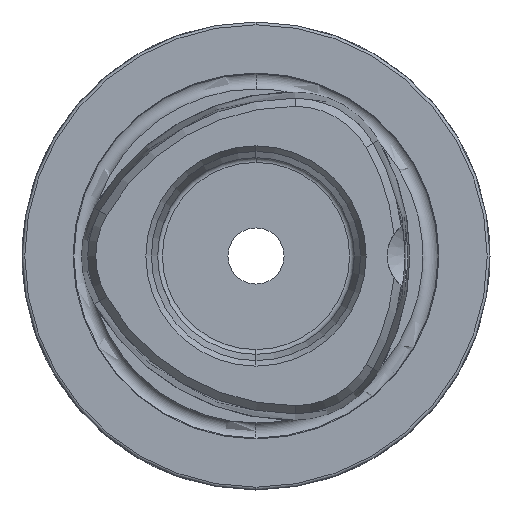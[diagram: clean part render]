
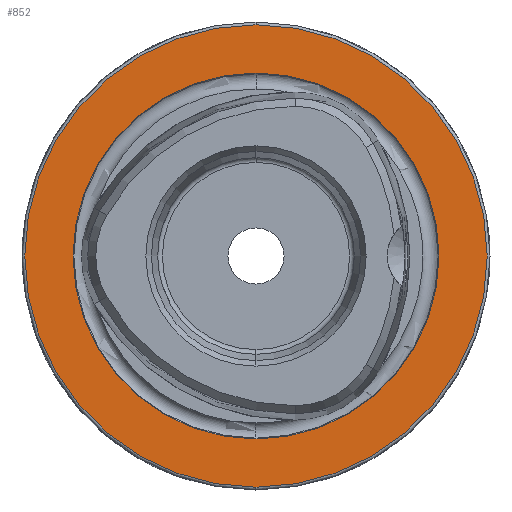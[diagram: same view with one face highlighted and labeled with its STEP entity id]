
A CAD part, left-side view. The second image highlights one B-rep face of the part: STEP entity #852.
In plain terms, the highlighted planar face has unit normal (-1, 0, 0).
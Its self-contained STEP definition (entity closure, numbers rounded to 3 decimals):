
#8 = CARTESIAN_POINT ( 'NONE',  ( 0., 0., 0. ) ) ;
#162 = VERTEX_POINT ( 'NONE', #2527 ) ;
#333 = FACE_BOUND ( 'NONE', #3241, .T. ) ;
#382 = DIRECTION ( 'NONE',  ( 1., 0., 0. ) ) ;
#423 = ORIENTED_EDGE ( 'NONE', *, *, #1993, .F. ) ;
#530 = CARTESIAN_POINT ( 'NONE',  ( 0., 0., 0. ) ) ;
#597 = CIRCLE ( 'NONE', #2574, 19.55 ) ;
#736 = DIRECTION ( 'NONE',  ( -1., 0., 0. ) ) ;
#852 = ADVANCED_FACE ( 'NONE', ( #333, #3009 ), #2641, .F. ) ;
#899 = CIRCLE ( 'NONE', #1206, 24.7 ) ;
#927 = CARTESIAN_POINT ( 'NONE',  ( 0., 0., 0. ) ) ;
#1206 = AXIS2_PLACEMENT_3D ( 'NONE', #530, #2736, #4214 ) ;
#1242 = DIRECTION ( 'NONE',  ( 0., 0., 1. ) ) ;
#1276 = AXIS2_PLACEMENT_3D ( 'NONE', #8, #736, #1518 ) ;
#1410 = EDGE_LOOP ( 'NONE', ( #3318, #3237 ) ) ;
#1518 = DIRECTION ( 'NONE',  ( 0., 0., 1. ) ) ;
#1588 = DIRECTION ( 'NONE',  ( 0., 0., -1. ) ) ;
#1763 = CIRCLE ( 'NONE', #3105, 24.7 ) ;
#1993 = EDGE_CURVE ( 'NONE', #3679, #4080, #3418, .T. ) ;
#2365 = EDGE_CURVE ( 'NONE', #2499, #162, #1763, .T. ) ;
#2499 = VERTEX_POINT ( 'NONE', #3835 ) ;
#2527 = CARTESIAN_POINT ( 'NONE',  ( 0., 0., 24.7 ) ) ;
#2574 = AXIS2_PLACEMENT_3D ( 'NONE', #2613, #2663, #4146 ) ;
#2613 = CARTESIAN_POINT ( 'NONE',  ( 0., 0., 0. ) ) ;
#2641 = PLANE ( 'NONE',  #4507 ) ;
#2660 = EDGE_CURVE ( 'NONE', #162, #2499, #899, .T. ) ;
#2663 = DIRECTION ( 'NONE',  ( -1., 0., 0. ) ) ;
#2736 = DIRECTION ( 'NONE',  ( -1., 0., 0. ) ) ;
#2761 = CARTESIAN_POINT ( 'NONE',  ( 0., 0., 19.55 ) ) ;
#2769 = ORIENTED_EDGE ( 'NONE', *, *, #3209, .F. ) ;
#2775 = CARTESIAN_POINT ( 'NONE',  ( 0., 0., -19.55 ) ) ;
#3009 = FACE_OUTER_BOUND ( 'NONE', #1410, .T. ) ;
#3105 = AXIS2_PLACEMENT_3D ( 'NONE', #927, #4592, #1242 ) ;
#3209 = EDGE_CURVE ( 'NONE', #4080, #3679, #597, .T. ) ;
#3237 = ORIENTED_EDGE ( 'NONE', *, *, #2365, .T. ) ;
#3241 = EDGE_LOOP ( 'NONE', ( #423, #2769 ) ) ;
#3318 = ORIENTED_EDGE ( 'NONE', *, *, #2660, .T. ) ;
#3418 = CIRCLE ( 'NONE', #1276, 19.55 ) ;
#3679 = VERTEX_POINT ( 'NONE', #2761 ) ;
#3835 = CARTESIAN_POINT ( 'NONE',  ( 0., 0., -24.7 ) ) ;
#4080 = VERTEX_POINT ( 'NONE', #2775 ) ;
#4127 = CARTESIAN_POINT ( 'NONE',  ( 0., 19.55, 0. ) ) ;
#4146 = DIRECTION ( 'NONE',  ( 0., 0., 1. ) ) ;
#4214 = DIRECTION ( 'NONE',  ( 0., 0., 1. ) ) ;
#4507 = AXIS2_PLACEMENT_3D ( 'NONE', #4127, #382, #1588 ) ;
#4592 = DIRECTION ( 'NONE',  ( -1., 0., 0. ) ) ;
